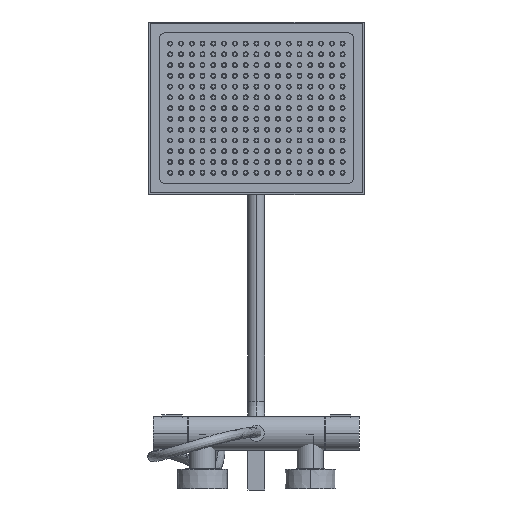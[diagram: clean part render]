
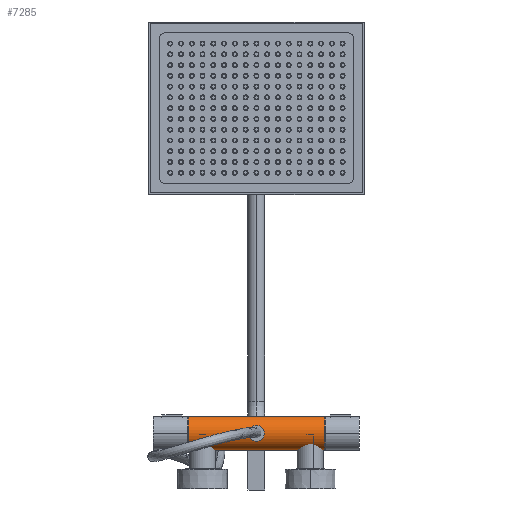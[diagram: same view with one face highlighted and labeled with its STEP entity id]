
A CAD part, front view. The second image highlights one B-rep face of the part: STEP entity #7285.
In plain terms, the highlighted cylindrical face has radius 24 mm (diameter 48 mm), a partial arc.
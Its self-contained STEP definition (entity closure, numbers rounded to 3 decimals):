
#755 = DIRECTION ( 'NONE',  ( -1., 0., 0. ) ) ;
#1933 = ORIENTED_EDGE ( 'NONE', *, *, #15742, .F. ) ;
#3204 = CARTESIAN_POINT ( 'NONE',  ( -95., 0., -24. ) ) ;
#3254 = DIRECTION ( 'NONE',  ( -1., 0., 0. ) ) ;
#4238 = EDGE_LOOP ( 'NONE', ( #1933, #27849, #8014, #26106 ) ) ;
#5811 = CARTESIAN_POINT ( 'NONE',  ( 95., 0., 0. ) ) ;
#6379 = EDGE_CURVE ( 'NONE', #11572, #22821, #44748, .T. ) ;
#6726 = DIRECTION ( 'NONE',  ( 0., 0., 1. ) ) ;
#6760 = CIRCLE ( 'NONE', #37517, 24. ) ;
#7285 = ADVANCED_FACE ( 'NONE', ( #22517 ), #21412, .T. ) ;
#7923 = VERTEX_POINT ( 'NONE', #3204 ) ;
#8014 = ORIENTED_EDGE ( 'NONE', *, *, #38986, .T. ) ;
#9081 = DIRECTION ( 'NONE',  ( 1., 0., 0. ) ) ;
#9283 = DIRECTION ( 'NONE',  ( 0., 0., -1. ) ) ;
#9364 = LINE ( 'NONE', #39443, #18618 ) ;
#10198 = CARTESIAN_POINT ( 'NONE',  ( 95., 0., 0. ) ) ;
#11572 = VERTEX_POINT ( 'NONE', #22387 ) ;
#12395 = DIRECTION ( 'NONE',  ( -1., 0., 0. ) ) ;
#12603 = CARTESIAN_POINT ( 'NONE',  ( -95., 0., 24. ) ) ;
#15742 = EDGE_CURVE ( 'NONE', #22821, #7923, #19468, .T. ) ;
#18383 = VECTOR ( 'NONE', #755, 1000. ) ;
#18618 = VECTOR ( 'NONE', #12395, 1000. ) ;
#18998 = AXIS2_PLACEMENT_3D ( 'NONE', #5811, #30012, #9283 ) ;
#19468 = LINE ( 'NONE', #21483, #18383 ) ;
#21412 = CYLINDRICAL_SURFACE ( 'NONE', #27860, 24. ) ;
#21483 = CARTESIAN_POINT ( 'NONE',  ( 95., 0., -24. ) ) ;
#22387 = CARTESIAN_POINT ( 'NONE',  ( 95., 0., 24. ) ) ;
#22517 = FACE_OUTER_BOUND ( 'NONE', #4238, .T. ) ;
#22821 = VERTEX_POINT ( 'NONE', #24501 ) ;
#24501 = CARTESIAN_POINT ( 'NONE',  ( 95., 0., -24. ) ) ;
#26106 = ORIENTED_EDGE ( 'NONE', *, *, #31123, .T. ) ;
#27849 = ORIENTED_EDGE ( 'NONE', *, *, #6379, .F. ) ;
#27860 = AXIS2_PLACEMENT_3D ( 'NONE', #10198, #3254, #6726 ) ;
#29301 = VERTEX_POINT ( 'NONE', #12603 ) ;
#29814 = CARTESIAN_POINT ( 'NONE',  ( -95., 0., 0. ) ) ;
#30012 = DIRECTION ( 'NONE',  ( 1., 0., 0. ) ) ;
#31123 = EDGE_CURVE ( 'NONE', #29301, #7923, #6760, .T. ) ;
#33278 = DIRECTION ( 'NONE',  ( 0., 0., -1. ) ) ;
#37517 = AXIS2_PLACEMENT_3D ( 'NONE', #29814, #9081, #33278 ) ;
#38986 = EDGE_CURVE ( 'NONE', #11572, #29301, #9364, .T. ) ;
#39443 = CARTESIAN_POINT ( 'NONE',  ( 95., 0., 24. ) ) ;
#44748 = CIRCLE ( 'NONE', #18998, 24. ) ;
